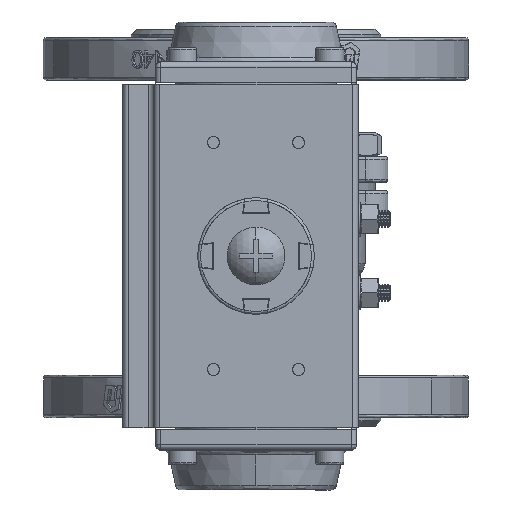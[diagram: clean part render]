
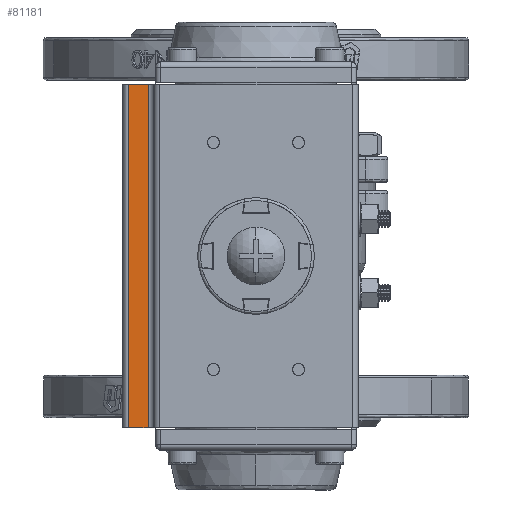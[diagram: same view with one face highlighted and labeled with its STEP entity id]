
A CAD part, left-side view. The second image highlights one B-rep face of the part: STEP entity #81181.
In plain terms, the highlighted planar face has unit normal (1, 0, 0).
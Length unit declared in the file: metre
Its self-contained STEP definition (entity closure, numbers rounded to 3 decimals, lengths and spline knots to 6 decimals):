
#2320 = EDGE_CURVE ( 'NONE', #58258, #78484, #58366, .T. ) ;
#3169 = VERTEX_POINT ( 'NONE', #44696 ) ;
#4478 = PLANE ( 'NONE',  #68940 ) ;
#5439 = VECTOR ( 'NONE', #25165, 1. ) ;
#8869 = CARTESIAN_POINT ( 'NONE',  ( -0.175653, 0.033812, 0.0805 ) ) ;
#10512 = DIRECTION ( 'NONE',  ( 1., 0., 0. ) ) ;
#19073 = VECTOR ( 'NONE', #30146, 1. ) ;
#22492 = CARTESIAN_POINT ( 'NONE',  ( -0.175653, 0.040812, 0.2015 ) ) ;
#23580 = CARTESIAN_POINT ( 'NONE',  ( -0.175653, 0.033812, 0.2015 ) ) ;
#25165 = DIRECTION ( 'NONE',  ( 0., 1., 0. ) ) ;
#25379 = EDGE_LOOP ( 'NONE', ( #35710, #58531, #55811, #33527 ) ) ;
#27057 = FACE_OUTER_BOUND ( 'NONE', #25379, .T. ) ;
#30146 = DIRECTION ( 'NONE',  ( 0., 0., -1. ) ) ;
#33527 = ORIENTED_EDGE ( 'NONE', *, *, #2320, .T. ) ;
#35710 = ORIENTED_EDGE ( 'NONE', *, *, #73384, .T. ) ;
#38044 = LINE ( 'NONE', #22492, #79022 ) ;
#38998 = DIRECTION ( 'NONE',  ( 0., 0., 1. ) ) ;
#39274 = VERTEX_POINT ( 'NONE', #8869 ) ;
#41098 = DIRECTION ( 'NONE',  ( 0., -1., 0. ) ) ;
#44696 = CARTESIAN_POINT ( 'NONE',  ( -0.175653, 0.040812, 0.0805 ) ) ;
#45597 = CARTESIAN_POINT ( 'NONE',  ( -0.175653, 0.040812, 0.2015 ) ) ;
#48617 = EDGE_CURVE ( 'NONE', #39274, #3169, #93760, .T. ) ;
#52929 = CARTESIAN_POINT ( 'NONE',  ( -0.175653, 0.033812, 0.2015 ) ) ;
#55811 = ORIENTED_EDGE ( 'NONE', *, *, #65170, .T. ) ;
#58258 = VERTEX_POINT ( 'NONE', #45597 ) ;
#58366 = LINE ( 'NONE', #58858, #61589 ) ;
#58531 = ORIENTED_EDGE ( 'NONE', *, *, #48617, .T. ) ;
#58858 = CARTESIAN_POINT ( 'NONE',  ( -0.175653, 0.033812, 0.2015 ) ) ;
#61589 = VECTOR ( 'NONE', #88851, 1. ) ;
#63612 = CARTESIAN_POINT ( 'NONE',  ( -0.175653, 0.033812, 0.2015 ) ) ;
#65170 = EDGE_CURVE ( 'NONE', #3169, #58258, #38044, .T. ) ;
#68940 = AXIS2_PLACEMENT_3D ( 'NONE', #63612, #10512, #41098 ) ;
#73384 = EDGE_CURVE ( 'NONE', #78484, #39274, #98741, .T. ) ;
#78484 = VERTEX_POINT ( 'NONE', #52929 ) ;
#79022 = VECTOR ( 'NONE', #38998, 1. ) ;
#81181 = ADVANCED_FACE ( 'NONE', ( #27057 ), #4478, .T. ) ;
#88851 = DIRECTION ( 'NONE',  ( 0., -1., 0. ) ) ;
#93246 = CARTESIAN_POINT ( 'NONE',  ( -0.175653, 0.033812, 0.0805 ) ) ;
#93760 = LINE ( 'NONE', #93246, #5439 ) ;
#98741 = LINE ( 'NONE', #23580, #19073 ) ;
